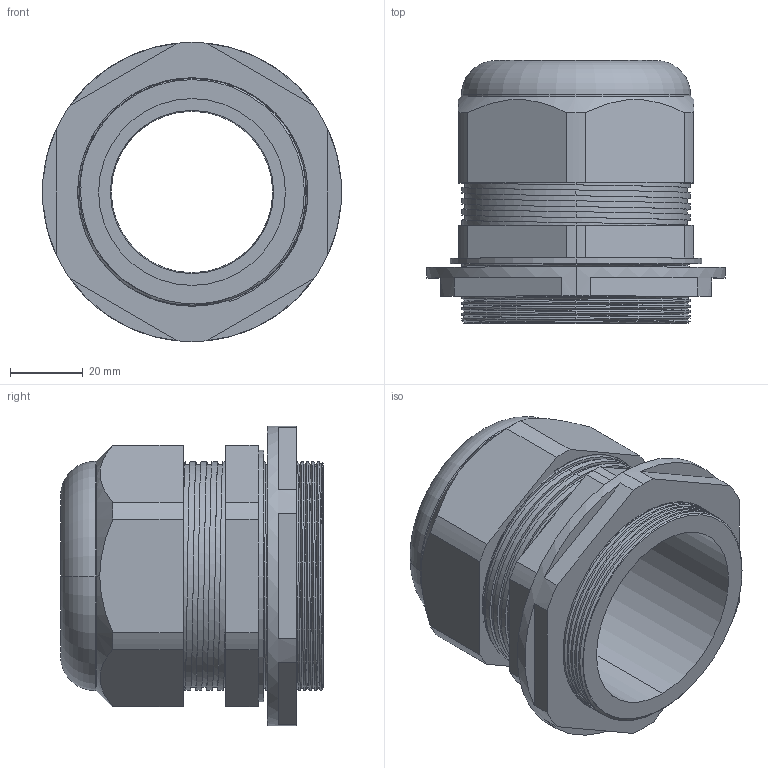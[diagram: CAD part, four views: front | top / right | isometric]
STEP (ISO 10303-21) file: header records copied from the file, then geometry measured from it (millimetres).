
FILE_DESCRIPTION (( 'STEP AP203' ), '1' );
FILE_NAME ('BM-ENX-27-W.step', '2016-02-11T13:26:24', ( '' ), ( '' ), 'SwSTEP 2.0', 'SolidWorks 2015', '' );
FILE_SCHEMA (( 'CONFIG_CONTROL_DESIGN' ));
Length unit declared in the file: millimetre
Products named in the file (1): BM-ENX-27-W
Bounding box: 82.5 x 72.5 x 82.5 mm (x, y, z)
Volume: 103908.2 mm3; surface area: 67209.5 mm2
Topology: 5 solids, 5 shells, 309 faces, 882 edges, 586 vertices
Faces by surface type: cylinder 149, plane 139, bspline 10, cone 7, torus 4
Entity records: 15571 total; most frequent: CARTESIAN_POINT 7670, ORIENTED_EDGE 1764, DIRECTION 1569, EDGE_CURVE 882, VERTEX_POINT 586, AXIS2_PLACEMENT_3D 555, VECTOR 459, LINE 459
